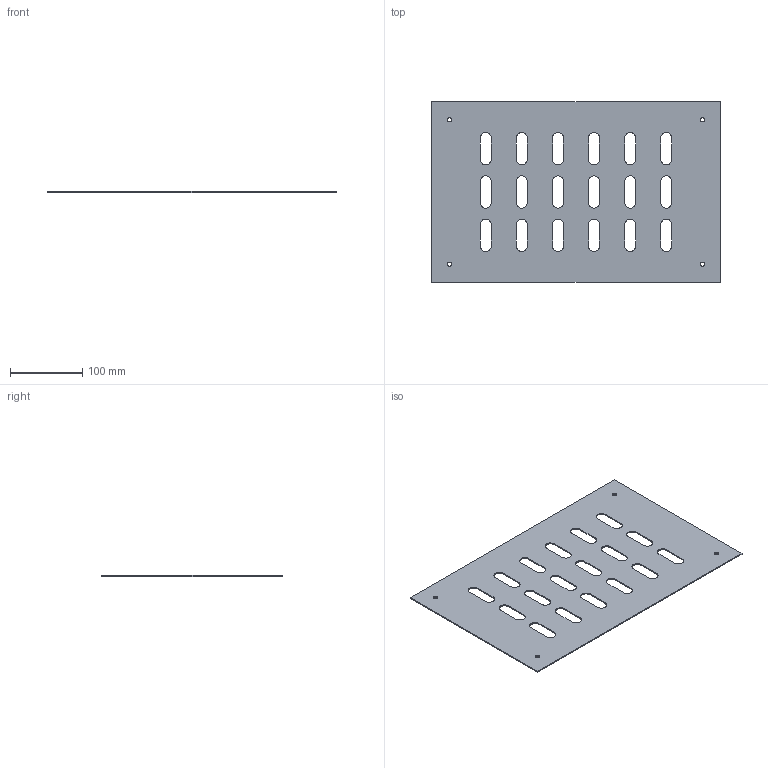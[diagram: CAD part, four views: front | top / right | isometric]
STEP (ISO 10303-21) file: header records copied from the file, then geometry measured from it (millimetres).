
FILE_DESCRIPTION(/* description */ ('STEP AP214'),/* implementation_level */ '2;1');
FILE_NAME(/* name */ '68ca5a3c82fe87f080c2f864',/* time_stamp */ '2025-09-17T06:50:37Z',/* author */ (''),/* organization */ (''),/* preprocessor_version */ 'ST-DEVELOPER v20',/* originating_system */ 'ONSHAPE BY PTC INC, 1.203',/* authorisation */ ' ');
FILE_SCHEMA (('AUTOMOTIVE_DESIGN {1 0 10303 214 3 1 1}'));
Length unit declared in the file: metre
Products named in the file (1): Part 1
Bounding box: 400 x 250 x 1.5 mm (x, y, z)
Volume: 132909.1 mm3; surface area: 182167.5 mm2
Topology: 1 solids, 1 shells, 82 faces, 240 edges, 160 vertices
Faces by surface type: plane 42, cylinder 40
Full cylindrical faces by diameter (mm): 6 x4
Entity records: 2842 total; most frequent: DIRECTION 482, CARTESIAN_POINT 479, ORIENTED_EDGE 472, EDGE_CURVE 236, AXIS2_PLACEMENT_3D 163, VERTEX_POINT 160, LINE 156, VECTOR 156
